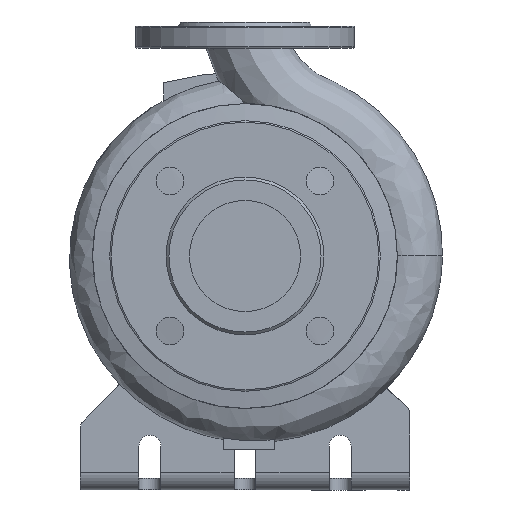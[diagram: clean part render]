
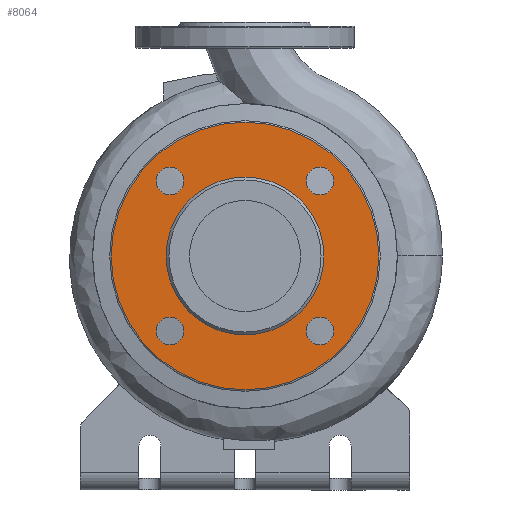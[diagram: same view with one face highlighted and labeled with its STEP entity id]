
A CAD part, left-side view. The second image highlights one B-rep face of the part: STEP entity #8064.
In plain terms, the highlighted planar face has unit normal (-1, 0, 0).
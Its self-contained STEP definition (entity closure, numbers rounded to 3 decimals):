
#224=FACE_BOUND('',#1203,.T.);
#225=FACE_BOUND('',#1204,.T.);
#226=FACE_BOUND('',#1205,.T.);
#227=FACE_BOUND('',#1206,.T.);
#228=FACE_BOUND('',#1207,.T.);
#328=PLANE('',#8703);
#682=FACE_OUTER_BOUND('',#1202,.T.);
#1202=EDGE_LOOP('',(#6103));
#1203=EDGE_LOOP('',(#6104));
#1204=EDGE_LOOP('',(#6105));
#1205=EDGE_LOOP('',(#6106));
#1206=EDGE_LOOP('',(#6107));
#1207=EDGE_LOOP('',(#6108));
#3062=CIRCLE('',#8690,9.5);
#3064=CIRCLE('',#8693,9.5);
#3066=CIRCLE('',#8696,9.5);
#3068=CIRCLE('',#8699,9.5);
#3069=CIRCLE('',#8701,54.);
#3071=CIRCLE('',#8704,91.5);
#3596=VERTEX_POINT('',#12626);
#3598=VERTEX_POINT('',#12631);
#3600=VERTEX_POINT('',#12636);
#3602=VERTEX_POINT('',#12641);
#3603=VERTEX_POINT('',#12644);
#3605=VERTEX_POINT('',#12649);
#4521=EDGE_CURVE('',#3596,#3596,#3062,.T.);
#4523=EDGE_CURVE('',#3598,#3598,#3064,.T.);
#4525=EDGE_CURVE('',#3600,#3600,#3066,.T.);
#4527=EDGE_CURVE('',#3602,#3602,#3068,.T.);
#4528=EDGE_CURVE('',#3603,#3603,#3069,.T.);
#4530=EDGE_CURVE('',#3605,#3605,#3071,.T.);
#6103=ORIENTED_EDGE('',*,*,#4530,.T.);
#6104=ORIENTED_EDGE('',*,*,#4521,.F.);
#6105=ORIENTED_EDGE('',*,*,#4523,.F.);
#6106=ORIENTED_EDGE('',*,*,#4525,.F.);
#6107=ORIENTED_EDGE('',*,*,#4527,.F.);
#6108=ORIENTED_EDGE('',*,*,#4528,.F.);
#8064=ADVANCED_FACE('',(#682,#224,#225,#226,#227,#228),#328,.F.);
#8690=AXIS2_PLACEMENT_3D('',#12627,#10074,#10075);
#8693=AXIS2_PLACEMENT_3D('',#12632,#10080,#10081);
#8696=AXIS2_PLACEMENT_3D('',#12637,#10086,#10087);
#8699=AXIS2_PLACEMENT_3D('',#12642,#10092,#10093);
#8701=AXIS2_PLACEMENT_3D('',#12645,#10096,#10097);
#8703=AXIS2_PLACEMENT_3D('',#12648,#10100,#10101);
#8704=AXIS2_PLACEMENT_3D('',#12650,#10102,#10103);
#10074=DIRECTION('center_axis',(-1.,0.,0.));
#10075=DIRECTION('ref_axis',(0.,1.,0.));
#10080=DIRECTION('center_axis',(-1.,0.,0.));
#10081=DIRECTION('ref_axis',(0.,0.,
1.));
#10086=DIRECTION('center_axis',(-1.,0.,0.));
#10087=DIRECTION('ref_axis',(0.,-1.,0.));
#10092=DIRECTION('center_axis',(-1.,0.,0.));
#10093=DIRECTION('ref_axis',(0.,0.,-1.));
#10096=DIRECTION('center_axis',(-1.,0.,0.));
#10097=DIRECTION('ref_axis',(0.,-1.,0.));
#10100=DIRECTION('center_axis',(1.,0.,0.));
#10101=DIRECTION('ref_axis',(0.,0.,1.));
#10102=DIRECTION('center_axis',(-1.,0.,0.));
#10103=DIRECTION('ref_axis',(0.,-1.,0.));
#12626=CARTESIAN_POINT('',(-78.,-60.765,108.735));
#12627=CARTESIAN_POINT('Origin',(-78.,-51.265,108.735));
#12631=CARTESIAN_POINT('',(-78.,51.265,99.235));
#12632=CARTESIAN_POINT('Origin',(-78.,51.265,108.735));
#12636=CARTESIAN_POINT('',(-78.,60.765,211.265));
#12637=CARTESIAN_POINT('Origin',(-78.,51.265,211.265));
#12641=CARTESIAN_POINT('',(-78.,-51.265,220.765));
#12642=CARTESIAN_POINT('Origin',(-78.,-51.265,211.265));
#12644=CARTESIAN_POINT('',(-78.,-54.,160.));
#12645=CARTESIAN_POINT('Origin',(-78.,0.,160.));
#12648=CARTESIAN_POINT('Origin',(-78.,-72.75,160.));
#12649=CARTESIAN_POINT('',(-78.,-91.5,160.));
#12650=CARTESIAN_POINT('Origin',(-78.,0.,160.));
